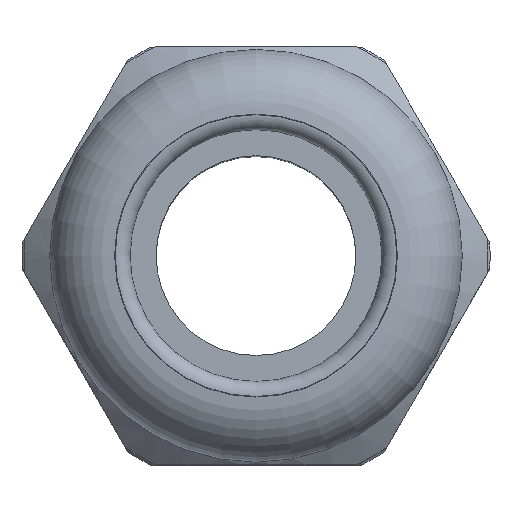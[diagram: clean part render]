
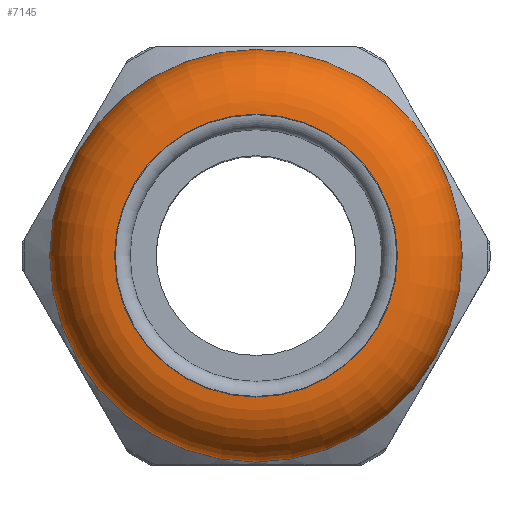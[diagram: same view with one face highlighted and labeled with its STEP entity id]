
A CAD part, top view. The second image highlights one B-rep face of the part: STEP entity #7145.
In plain terms, the highlighted toroidal (fillet/blend) face has major radius 14.157 mm and minor radius 6.5 mm.
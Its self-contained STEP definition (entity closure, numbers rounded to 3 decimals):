
#7145=ADVANCED_FACE('',(#8041,#8042),#8036,.T.);
#8036=TOROIDAL_SURFACE('',#25138,14.157,6.5);
#8041=FACE_BOUND('',#8091,.T.);
#8042=FACE_BOUND('',#8092,.T.);
#8091=EDGE_LOOP('',(#9011));
#8092=EDGE_LOOP('',(#9012));
#9011=ORIENTED_EDGE('',*,*,#15919,.F.);
#9012=ORIENTED_EDGE('',*,*,#15920,.T.);
#14191=VERTEX_POINT('',#30700);
#14192=VERTEX_POINT('',#30702);
#15919=EDGE_CURVE('',#14191,#14191,#18539,.T.);
#15920=EDGE_CURVE('',#14192,#14192,#18540,.T.);
#18539=CIRCLE('',#25136,14.157);
#18540=CIRCLE('',#25137,20.65);
#25136=AXIS2_PLACEMENT_3D('',#30699,#26173,#26174);
#25137=AXIS2_PLACEMENT_3D('',#30701,#26175,#26176);
#25138=AXIS2_PLACEMENT_3D('',#30703,#26177,#26178);
#26173=DIRECTION('',(0.,0.,1.));
#26174=DIRECTION('',(0.,1.,0.));
#26175=DIRECTION('',(0.,0.,1.));
#26176=DIRECTION('',(0.,1.,0.));
#26177=DIRECTION('',(0.,0.,1.));
#26178=DIRECTION('',(0.,-1.,0.));
#30699=CARTESIAN_POINT('',(0.,0.,39.624));
#30700=CARTESIAN_POINT('',(0.,14.157,39.624));
#30701=CARTESIAN_POINT('',(0.,0.,33.424));
#30702=CARTESIAN_POINT('',(0.,20.65,33.424));
#30703=CARTESIAN_POINT('',(0.,0.,33.124));
